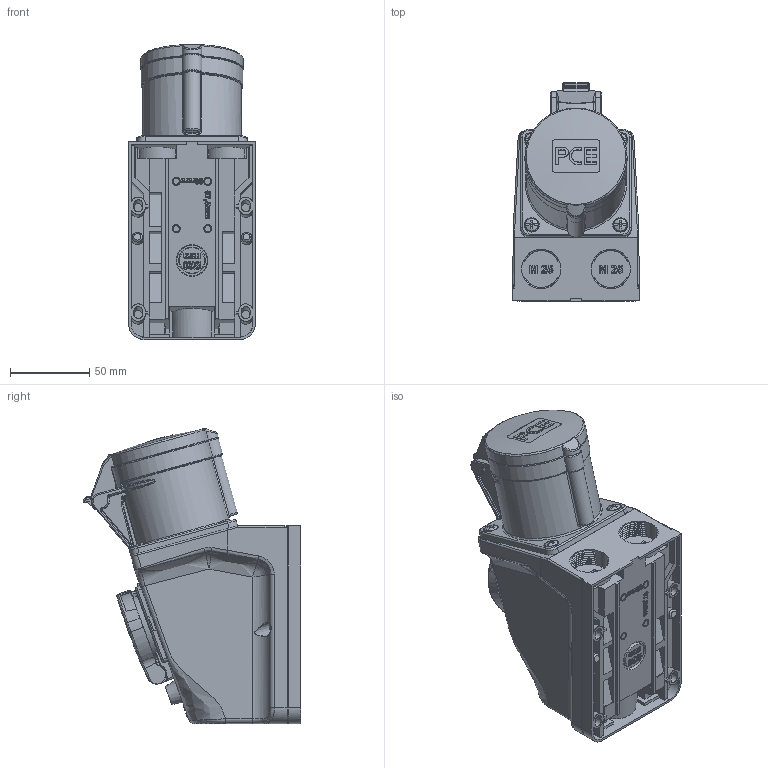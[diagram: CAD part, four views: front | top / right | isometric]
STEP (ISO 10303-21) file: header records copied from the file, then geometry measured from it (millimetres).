
FILE_DESCRIPTION (( 'STEP AP203' ), '1' );
FILE_NAME ('9223-6,9224-6.STEP', '2023-03-01T09:56:27', ( '' ), ( '' ), 'SwSTEP 2.0', 'SolidWorks 2022', '' );
FILE_SCHEMA (( 'CONFIG_CONTROL_DESIGN' ));
Products named in the file (1): 9223-6,9224-6
Bounding box: 80.14 x 137.55 x 186.53 mm (x, y, z)
Volume: 949069.7 mm3; surface area: 87437.2 mm2
Topology: 1 solids, 4 shells, 2208 faces, 5808 edges, 3705 vertices
Faces by surface type: plane 1064, bspline 538, cylinder 379, torus 136, cone 63, sphere 28
Full cylindrical faces by diameter (mm): 6.501 x4, 25 x3
Entity records: 115593 total; most frequent: CARTESIAN_POINT 67648, ORIENTED_EDGE 11344, DIRECTION 7835, EDGE_CURVE 5672, VERTEX_POINT 3653, LINE 2665, VECTOR 2665, AXIS2_PLACEMENT_3D 2585
